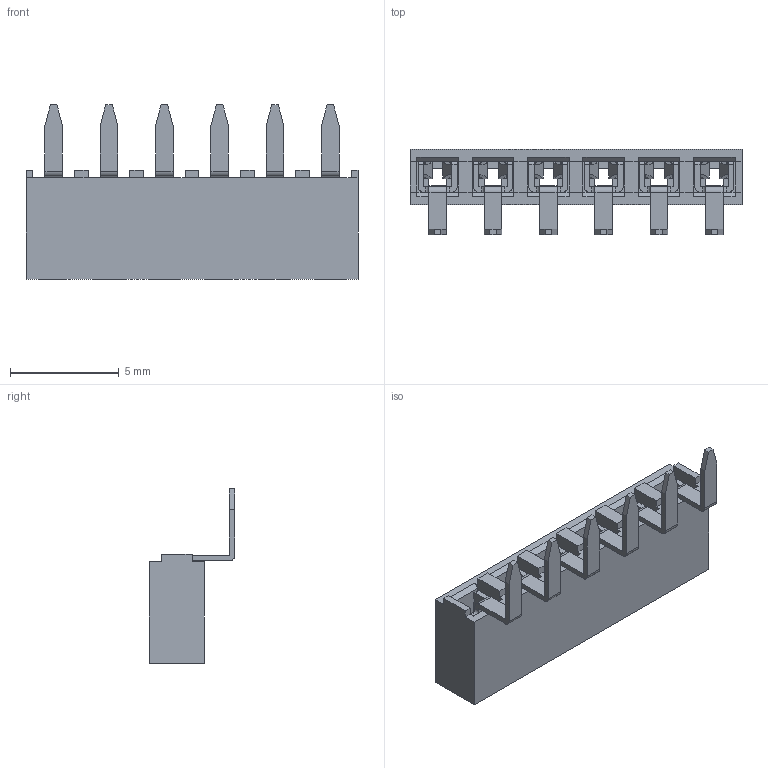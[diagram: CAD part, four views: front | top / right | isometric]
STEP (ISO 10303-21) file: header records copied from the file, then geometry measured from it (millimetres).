
FILE_DESCRIPTION(/* description */ (''),/* implementation_level */ '2;1');
FILE_NAME(/* name */ '623-06-1-xx.stp',/* time_stamp */ '2022-04-22T11:45:33+02:00',/* author */ ('Andreas.Larin'),/* organization */ (''),/* preprocessor_version */ 'ST-DEVELOPER v15.6',/* originating_system */ 'Autodesk Inventor 2015',/* authorisation */ '');
FILE_SCHEMA (('AUTOMOTIVE_DESIGN { 1 0 10303 214 3 1 1 }'));
Length unit declared in the file: centimetre
Products named in the file (1): 623-06-1-xx
Bounding box: 15.24 x 3.94 x 8 mm (x, y, z)
Volume: 131.5 mm3; surface area: 582.7 mm2
Topology: 1 solids, 1 shells, 550 faces, 1656 edges, 1084 vertices
Faces by surface type: plane 358, cylinder 192
Entity records: 19151 total; most frequent: CARTESIAN_POINT 3603, ORIENTED_EDGE 3312, DIRECTION 3130, EDGE_CURVE 1656, LINE 1188, VECTOR 1188, VERTEX_POINT 1084, AXIS2_PLACEMENT_3D 971
